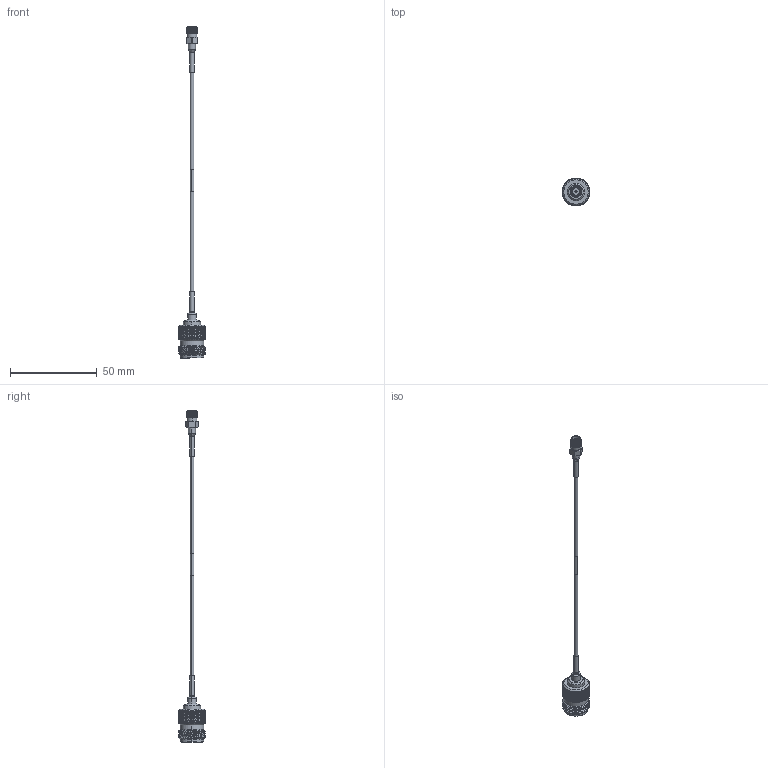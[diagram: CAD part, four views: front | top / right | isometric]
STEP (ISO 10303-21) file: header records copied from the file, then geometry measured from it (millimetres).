
FILE_DESCRIPTION (( 'STEP AP214' ), '1' );
FILE_NAME ('LCCA30549.step', '2020-06-19T21:30:12', ( '' ), ( '' ), 'SwSTEP 2.0', 'SolidWorks 2018', '' );
FILE_SCHEMA (( 'AUTOMOTIVE_DESIGN' ));
Length unit declared in the file: inch
Products named in the file (7): 1AW01-002_.08 ID; LC085TB (085 FORMABLE); LCCA30549; LCCN3044_HS; LCCN3054; LCCN3044_HS-2; LCCN3046
Assembly tree (6 placements, depth 2):
  LCCA30549
    LC085TB (085 FORMABLE)
    1AW01-002_.08 ID
    LCCN3046
    LCCN3044_HS-2
    LCCN3054
    LCCN3044_HS
Bounding box: 16 x 16 x 191.01 mm (x, y, z)
Volume: 4129.2 mm3; surface area: 4010.5 mm2
Topology: 6 solids, 6 shells, 2416 faces, 5124 edges, 2736 vertices
Faces by surface type: bspline 1810, cylinder 527, plane 42, cone 35, torus 2
Entity records: 93330 total; most frequent: CARTESIAN_POINT 61457, ORIENTED_EDGE 10248, EDGE_CURVE 5124, VERTEX_POINT 2736, EDGE_LOOP 2434, FACE_OUTER_BOUND 2416, ADVANCED_FACE 2416, B_SPLINE_CURVE_WITH_KNOTS 2163
